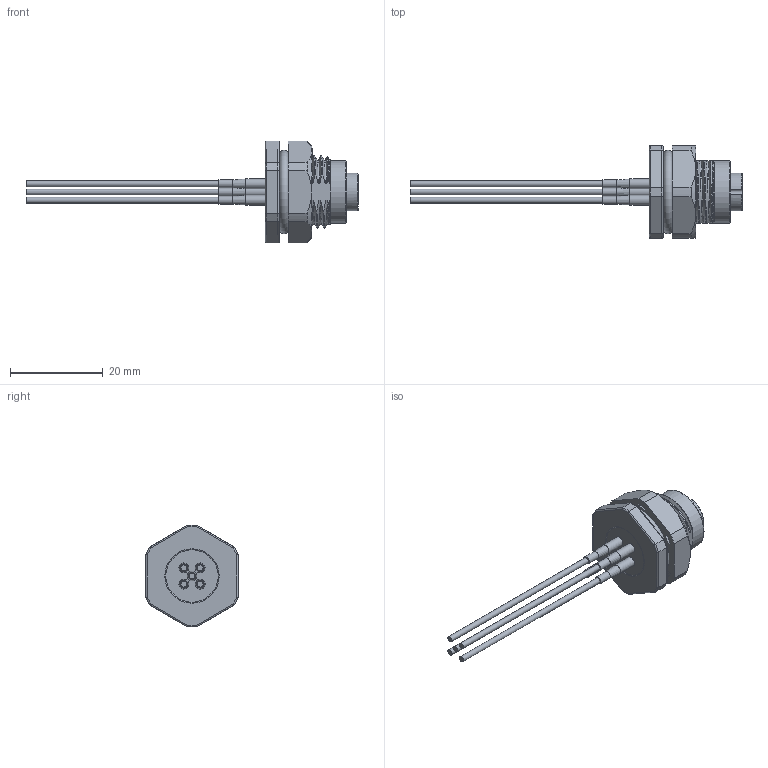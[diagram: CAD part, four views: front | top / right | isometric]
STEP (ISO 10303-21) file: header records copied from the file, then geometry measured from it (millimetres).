
FILE_DESCRIPTION(/* description */ ('Unknown'),/* implementation_level */ '2;1');
FILE_NAME(/* name */ '643421100405',/* time_stamp */ '2022-12-19T14:52:39+01:00',/* author */ ('Unknown'),/* organization */ ('Unknown'),/* preprocessor_version */ 'ST-DEVELOPER v18.102',/* originating_system */ 'Solid Edge',/* authorisation */ 'Unknown');
FILE_SCHEMA (('AUTOMOTIVE_DESIGN {1 0 10303 214 3 1 1}'));
Length unit declared in the file: millimetre
Products named in the file (14): 6434211004xx; 643421100405; 6434x11004xx_Seal_inner; 6434211004xx_Housing; 6434211004xx_Pin; 6434211004xx_Resin; 6434x11004xx_Seal_outer; 643xx01004xx_Nut; Wire 22AWG Black; Wire 22AWG Blue; Wire 22AWG White; Wire 22AWG Brown; Wire 22AWG Grey; 6434211004xx_Shrink tube
Assembly tree (21 placements, depth 2):
  6434211004xx
    643421100405
    6434x11004xx_Seal_inner
    6434211004xx_Housing
    6434211004xx_Pin  x5
    6434211004xx_Resin
    6434x11004xx_Seal_outer
    643xx01004xx_Nut
    Wire 22AWG Black
    Wire 22AWG Blue
    Wire 22AWG White
    Wire 22AWG Brown
    Wire 22AWG Grey
    6434211004xx_Shrink tube  x5
Bounding box: 71.65 x 20 x 22 mm (x, y, z)
Volume: 4395.8 mm3; surface area: 7351.5 mm2
Topology: 21 solids, 21 shells, 769 faces, 1919 edges, 1254 vertices
Faces by surface type: plane 411, cylinder 236, cone 65, bspline 32, torus 25
Full cylindrical faces by diameter (mm): 0.77 x5, 0.8 x10, 1.19 x5, 1.2 x5, 1.245 x10, 1.6 x20, 1.64 x5, 1.66 x20, 1.68 x5, 1.79 x20, 1.8 x5, 1.9 x5, 2.1 x5, 8.2 x1, 8.74 x4, 9.14 x2, 10.58 x1, 10.6 x1, 12 x7, 13.5 x1, 16 x3
Entity records: 22648 total; most frequent: CARTESIAN_POINT 10245, ORIENTED_EDGE 2420, DIRECTION 2325, EDGE_CURVE 1210, VERTEX_POINT 840, LINE 777, VECTOR 777, AXIS2_PLACEMENT_3D 774
